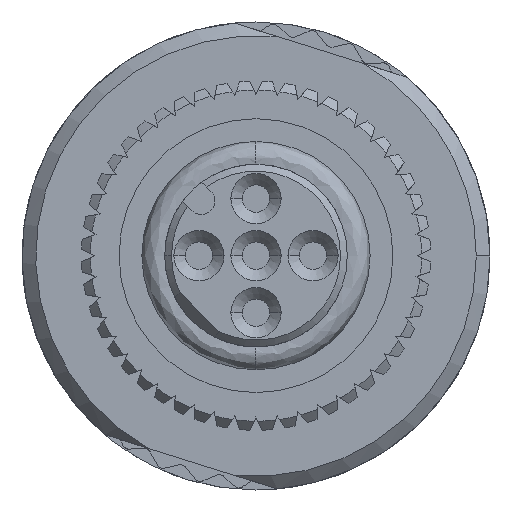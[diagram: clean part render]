
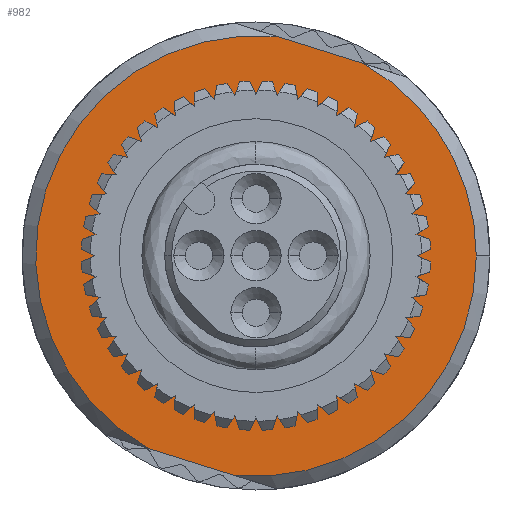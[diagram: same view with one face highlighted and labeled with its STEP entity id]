
A CAD part, front view. The second image highlights one B-rep face of the part: STEP entity #982.
In plain terms, the highlighted planar face has unit normal (0, -1, 0).
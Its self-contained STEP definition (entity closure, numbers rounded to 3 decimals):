
#517 = VERTEX_POINT ( 'NONE', #24104 ) ;
#846 = ORIENTED_EDGE ( 'NONE', *, *, #2781, .T. ) ;
#919 = ORIENTED_EDGE ( 'NONE', *, *, #6262, .T. ) ;
#934 = CIRCLE ( 'NONE', #24112, 4. ) ;
#938 = DIRECTION ( 'NONE',  ( 1., 0., 0. ) ) ;
#982 = ADVANCED_FACE ( 'NONE', ( #3045, #18310 ), #12401, .T. ) ;
#1767 = ORIENTED_EDGE ( 'NONE', *, *, #8189, .T. ) ;
#2229 = DIRECTION ( 'NONE',  ( 0., 1., 0. ) ) ;
#2781 = EDGE_CURVE ( 'NONE', #6195, #19763, #934, .T. ) ;
#2892 = EDGE_CURVE ( 'NONE', #517, #21594, #4541, .T. ) ;
#3045 = FACE_BOUND ( 'NONE', #5488, .T. ) ;
#3732 = DIRECTION ( 'NONE',  ( 0., 0., -1. ) ) ;
#3818 = DIRECTION ( 'NONE',  ( 0., 1., 0. ) ) ;
#4047 = AXIS2_PLACEMENT_3D ( 'NONE', #23941, #13419, #938 ) ;
#4541 = CIRCLE ( 'NONE', #8815, 9.65 ) ;
#5229 = ORIENTED_EDGE ( 'NONE', *, *, #2892, .T. ) ;
#5488 = EDGE_LOOP ( 'NONE', ( #11195, #846 ) ) ;
#5552 = EDGE_CURVE ( 'NONE', #10768, #517, #8043, .T. ) ;
#5854 = CARTESIAN_POINT ( 'NONE',  ( -4., -29.75, 0. ) ) ;
#5988 = ORIENTED_EDGE ( 'NONE', *, *, #5552, .T. ) ;
#6048 = ORIENTED_EDGE ( 'NONE', *, *, #14069, .T. ) ;
#6195 = VERTEX_POINT ( 'NONE', #25329 ) ;
#6262 = EDGE_CURVE ( 'NONE', #7896, #12457, #13870, .T. ) ;
#7896 = VERTEX_POINT ( 'NONE', #20905 ) ;
#8043 = LINE ( 'NONE', #25263, #18416 ) ;
#8189 = EDGE_CURVE ( 'NONE', #21594, #7896, #22841, .T. ) ;
#8223 = DIRECTION ( 'NONE',  ( 0., -1., 0. ) ) ;
#8381 = CARTESIAN_POINT ( 'NONE',  ( 0., -29.75, -0.016 ) ) ;
#8815 = AXIS2_PLACEMENT_3D ( 'NONE', #8381, #16809, #20986 ) ;
#9716 = CARTESIAN_POINT ( 'NONE',  ( 9.65, -29.75, -0.016 ) ) ;
#10346 = EDGE_CURVE ( 'NONE', #19763, #6195, #26619, .T. ) ;
#10768 = VERTEX_POINT ( 'NONE', #24211 ) ;
#11195 = ORIENTED_EDGE ( 'NONE', *, *, #10346, .T. ) ;
#11806 = VECTOR ( 'NONE', #12979, 1000. ) ;
#12401 = PLANE ( 'NONE',  #22512 ) ;
#12457 = VERTEX_POINT ( 'NONE', #9716 ) ;
#12540 = DIRECTION ( 'NONE',  ( 0., -1., 0. ) ) ;
#12979 = DIRECTION ( 'NONE',  ( 0.954, 0., -0.3 ) ) ;
#13419 = DIRECTION ( 'NONE',  ( 0., -1., 0. ) ) ;
#13870 = CIRCLE ( 'NONE', #23078, 9.65 ) ;
#14069 = EDGE_CURVE ( 'NONE', #12457, #10768, #21064, .T. ) ;
#14430 = DIRECTION ( 'NONE',  ( 0., 0., -1. ) ) ;
#16174 = CARTESIAN_POINT ( 'NONE',  ( 0., -29.75, 0. ) ) ;
#16809 = DIRECTION ( 'NONE',  ( 0., -1., 0. ) ) ;
#18134 = CARTESIAN_POINT ( 'NONE',  ( -4.698, -29.75, -8.445 ) ) ;
#18310 = FACE_OUTER_BOUND ( 'NONE', #18816, .T. ) ;
#18416 = VECTOR ( 'NONE', #18754, 1000. ) ;
#18754 = DIRECTION ( 'NONE',  ( -0.954, 0., 0.3 ) ) ;
#18816 = EDGE_LOOP ( 'NONE', ( #1767, #919, #6048, #5988, #5229 ) ) ;
#19004 = DIRECTION ( 'NONE',  ( 1., 0., 0. ) ) ;
#19763 = VERTEX_POINT ( 'NONE', #5854 ) ;
#20905 = CARTESIAN_POINT ( 'NONE',  ( -0.969, -29.75, -9.617 ) ) ;
#20986 = DIRECTION ( 'NONE',  ( 1., 0., 0. ) ) ;
#21064 = CIRCLE ( 'NONE', #4047, 9.65 ) ;
#21244 = CARTESIAN_POINT ( 'NONE',  ( -4.698, -29.75, -8.445 ) ) ;
#21594 = VERTEX_POINT ( 'NONE', #18134 ) ;
#22512 = AXIS2_PLACEMENT_3D ( 'NONE', #22928, #8223, #26775 ) ;
#22841 = LINE ( 'NONE', #21244, #11806 ) ;
#22928 = CARTESIAN_POINT ( 'NONE',  ( -12.6, -29.75, 8.772 ) ) ;
#22986 = CARTESIAN_POINT ( 'NONE',  ( 0., -29.75, -0.016 ) ) ;
#23078 = AXIS2_PLACEMENT_3D ( 'NONE', #22986, #12540, #19004 ) ;
#23310 = AXIS2_PLACEMENT_3D ( 'NONE', #24930, #2229, #14430 ) ;
#23941 = CARTESIAN_POINT ( 'NONE',  ( 0., -29.75, -0.016 ) ) ;
#24104 = CARTESIAN_POINT ( 'NONE',  ( 0.969, -29.75, 9.586 ) ) ;
#24112 = AXIS2_PLACEMENT_3D ( 'NONE', #16174, #3818, #3732 ) ;
#24211 = CARTESIAN_POINT ( 'NONE',  ( 4.698, -29.75, 8.414 ) ) ;
#24930 = CARTESIAN_POINT ( 'NONE',  ( 0., -29.75, 0. ) ) ;
#25263 = CARTESIAN_POINT ( 'NONE',  ( 4.698, -29.75, 8.414 ) ) ;
#25329 = CARTESIAN_POINT ( 'NONE',  ( 4., -29.75, 0. ) ) ;
#26619 = CIRCLE ( 'NONE', #23310, 4. ) ;
#26775 = DIRECTION ( 'NONE',  ( -1., 0., 0. ) ) ;
